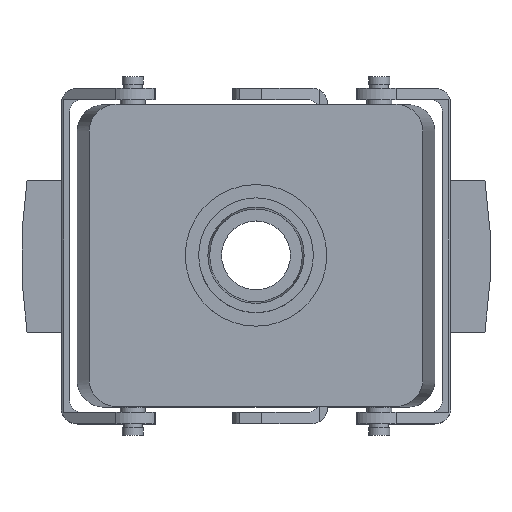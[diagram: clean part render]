
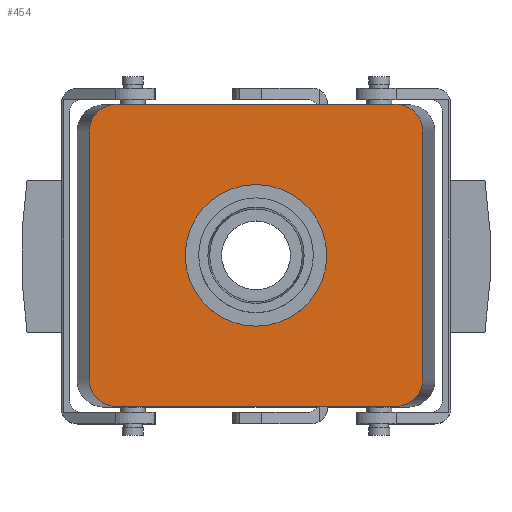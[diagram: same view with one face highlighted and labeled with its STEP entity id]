
A CAD part, top view. The second image highlights one B-rep face of the part: STEP entity #454.
In plain terms, the highlighted planar face has unit normal (0, 0, 1).
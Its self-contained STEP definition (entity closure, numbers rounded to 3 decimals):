
#454 = ADVANCED_FACE( '', ( #1096, #1097 ), #1098, .T. );
#1096 = FACE_BOUND( '', #1953, .T. );
#1097 = FACE_OUTER_BOUND( '', #1954, .T. );
#1098 = PLANE( '', #1955 );
#1953 = EDGE_LOOP( '', ( #3194 ) );
#1954 = EDGE_LOOP( '', ( #3195, #3196, #3197, #3198, #3199, #3200, #3201, #3202 ) );
#1955 = AXIS2_PLACEMENT_3D( '', #3203, #3204, #3205 );
#3194 = ORIENTED_EDGE( '', *, *, #5275, .F. );
#3195 = ORIENTED_EDGE( '', *, *, #5276, .T. );
#3196 = ORIENTED_EDGE( '', *, *, #5108, .T. );
#3197 = ORIENTED_EDGE( '', *, *, #5277, .T. );
#3198 = ORIENTED_EDGE( '', *, *, #5278, .F. );
#3199 = ORIENTED_EDGE( '', *, *, #5279, .F. );
#3200 = ORIENTED_EDGE( '', *, *, #5280, .T. );
#3201 = ORIENTED_EDGE( '', *, *, #5281, .F. );
#3202 = ORIENTED_EDGE( '', *, *, #5282, .F. );
#3203 = CARTESIAN_POINT( '', ( -43.606, 0., 95. ) );
#3204 = DIRECTION( '', ( 0., 0., 1. ) );
#3205 = DIRECTION( '', ( 1., 0., 0. ) );
#5108 = EDGE_CURVE( '', #6144, #6142, #6145, .T. );
#5275 = EDGE_CURVE( '', #6412, #6412, #6413, .T. );
#5276 = EDGE_CURVE( '', #6414, #6144, #6415, .T. );
#5277 = EDGE_CURVE( '', #6142, #6416, #6417, .T. );
#5278 = EDGE_CURVE( '', #6418, #6416, #6419, .T. );
#5279 = EDGE_CURVE( '', #6420, #6418, #6421, .T. );
#5280 = EDGE_CURVE( '', #6420, #6422, #6423, .T. );
#5281 = EDGE_CURVE( '', #6424, #6422, #6425, .T. );
#5282 = EDGE_CURVE( '', #6414, #6424, #6426, .T. );
#6142 = VERTEX_POINT( '', #7562 );
#6144 = VERTEX_POINT( '', #7565 );
#6145 = ELLIPSE( '', #7566, 7.01, 7. );
#6412 = VERTEX_POINT( '', #7974 );
#6413 = CIRCLE( '', #7975, 18.5 );
#6414 = VERTEX_POINT( '', #7976 );
#6415 = LINE( '', #7977, #7978 );
#6416 = VERTEX_POINT( '', #7979 );
#6417 = LINE( '', #7980, #7981 );
#6418 = VERTEX_POINT( '', #7982 );
#6419 = ELLIPSE( '', #7983, 7.01, 7. );
#6420 = VERTEX_POINT( '', #7984 );
#6421 = LINE( '', #7985, #7986 );
#6422 = VERTEX_POINT( '', #7987 );
#6423 = ELLIPSE( '', #7988, 7.01, 7. );
#6424 = VERTEX_POINT( '', #7989 );
#6425 = LINE( '', #7990, #7991 );
#6426 = ELLIPSE( '', #7992, 7.01, 7. );
#7562 = CARTESIAN_POINT( '', ( -36.596, -39.5, 95. ) );
#7565 = CARTESIAN_POINT( '', ( -43.606, -32.5, 95. ) );
#7566 = AXIS2_PLACEMENT_3D( '', #9229, #9230, #9231 );
#7974 = CARTESIAN_POINT( '', ( 18.5, 0., 95. ) );
#7975 = AXIS2_PLACEMENT_3D( '', #9420, #9421, #9422 );
#7976 = CARTESIAN_POINT( '', ( -43.606, 32.5, 95. ) );
#7977 = CARTESIAN_POINT( '', ( -43.606, 0., 95. ) );
#7978 = VECTOR( '', #9423, 1000. );
#7979 = CARTESIAN_POINT( '', ( 36.596, -39.5, 95. ) );
#7980 = CARTESIAN_POINT( '', ( -43.606, -39.5, 95. ) );
#7981 = VECTOR( '', #9424, 1000. );
#7982 = CARTESIAN_POINT( '', ( 43.606, -32.5, 95. ) );
#7983 = AXIS2_PLACEMENT_3D( '', #9425, #9426, #9427 );
#7984 = CARTESIAN_POINT( '', ( 43.606, 32.5, 95. ) );
#7985 = CARTESIAN_POINT( '', ( 43.606, 0., 95. ) );
#7986 = VECTOR( '', #9428, 1000. );
#7987 = CARTESIAN_POINT( '', ( 36.596, 39.5, 95. ) );
#7988 = AXIS2_PLACEMENT_3D( '', #9429, #9430, #9431 );
#7989 = CARTESIAN_POINT( '', ( -36.596, 39.5, 95. ) );
#7990 = CARTESIAN_POINT( '', ( -43.606, 39.5, 95. ) );
#7991 = VECTOR( '', #9432, 1000. );
#7992 = AXIS2_PLACEMENT_3D( '', #9433, #9434, #9435 );
#9229 = CARTESIAN_POINT( '', ( -36.596, -32.5, 95. ) );
#9230 = DIRECTION( '', ( 0., 0., 1. ) );
#9231 = DIRECTION( '', ( -1., 0., 0. ) );
#9420 = CARTESIAN_POINT( '', ( 0., 0., 95. ) );
#9421 = DIRECTION( '', ( 0., 0., 1. ) );
#9422 = DIRECTION( '', ( 1., 0., 0. ) );
#9423 = DIRECTION( '', ( 0., -1., 0. ) );
#9424 = DIRECTION( '', ( 1., 0., 0. ) );
#9425 = CARTESIAN_POINT( '', ( 36.596, -32.5, 95. ) );
#9426 = DIRECTION( '', ( 0., 0., -1. ) );
#9427 = DIRECTION( '', ( 1., 0., 0. ) );
#9428 = DIRECTION( '', ( 0., -1., 0. ) );
#9429 = CARTESIAN_POINT( '', ( 36.596, 32.5, 95. ) );
#9430 = DIRECTION( '', ( 0., 0., 1. ) );
#9431 = DIRECTION( '', ( 1., 0., 0. ) );
#9432 = DIRECTION( '', ( 1., 0., 0. ) );
#9433 = CARTESIAN_POINT( '', ( -36.596, 32.5, 95. ) );
#9434 = DIRECTION( '', ( 0., 0., -1. ) );
#9435 = DIRECTION( '', ( -1., 0., 0. ) );
